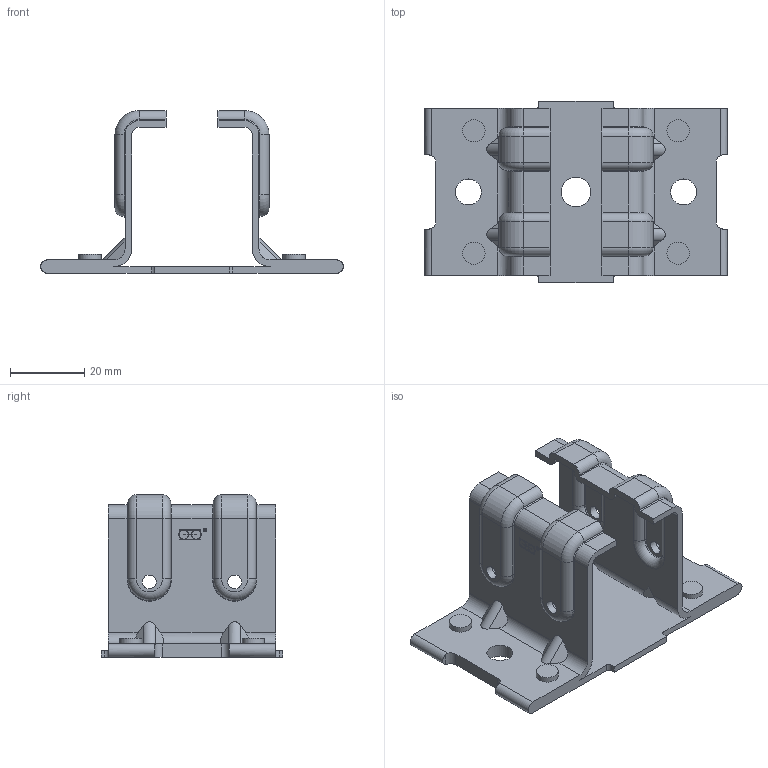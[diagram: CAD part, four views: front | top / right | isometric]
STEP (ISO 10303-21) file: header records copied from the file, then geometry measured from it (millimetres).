
FILE_DESCRIPTION((''),'2;1');
FILE_NAME('3634.stp','2012-02-28T17:06:44',('Marc'),(''),'Autodesk Inventor 2011','Autodesk Inventor 2011','');
FILE_SCHEMA(('AUTOMOTIVE_DESIGN { 1 0 10303 214 1 1 1 1 }'));
Length unit declared in the file: millimetre
Products named in the file (1): Pièce12
Bounding box: 81.5 x 49 x 43.8 mm (x, y, z)
Volume: 18607.5 mm3; surface area: 18663.8 mm2
Topology: 1 solids, 1 shells, 402 faces, 1031 edges, 650 vertices
Faces by surface type: plane 158, cylinder 139, bspline 57, torus 48
Full cylindrical faces by diameter (mm): 0.959 x1, 1.041 x1, 3.7 x4, 6 x4, 7 x2, 8 x1
Entity records: 13048 total; most frequent: CARTESIAN_POINT 3039, ORIENTED_EDGE 2036, DIRECTION 1906, EDGE_CURVE 1018, AXIS2_PLACEMENT_3D 664, VERTEX_POINT 650, VECTOR 578, LINE 578
